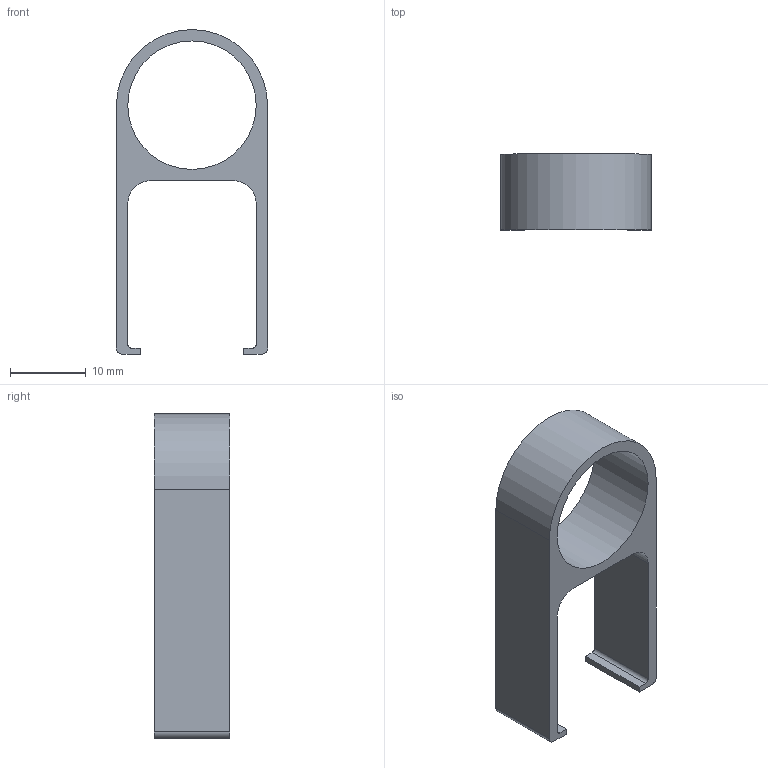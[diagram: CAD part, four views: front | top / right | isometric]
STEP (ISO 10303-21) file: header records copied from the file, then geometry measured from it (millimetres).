
FILE_DESCRIPTION(/* description */ (''),/* implementation_level */ '2;1');
FILE_NAME(/* name */ 'Keypuller Final v0.step',/* time_stamp */ '2016-11-08T16:13:32-02:00',/* author */ (''),/* organization */ (''),/* preprocessor_version */ 'ST-DEVELOPER v16.5',/* originating_system */ 'Autodesk Translation Framework v5.2.0.2031',/* authorisation */ '');
FILE_SCHEMA (('AUTOMOTIVE_DESIGN { 1 0 10303 214 3 1 1 }'));
Length unit declared in the file: centimetre
Products named in the file (1): Keypuller Final v0
Bounding box: 20 x 10 x 42.99 mm (x, y, z)
Volume: 2054.8 mm3; surface area: 2608.4 mm2
Topology: 1 solids, 1 shells, 21 faces, 57 edges, 38 vertices
Faces by surface type: plane 13, cylinder 8
Full cylindrical faces by diameter (mm): 17 x1
Entity records: 690 total; most frequent: DIRECTION 116, CARTESIAN_POINT 116, ORIENTED_EDGE 112, EDGE_CURVE 56, LINE 40, VECTOR 40, VERTEX_POINT 38, AXIS2_PLACEMENT_3D 38
